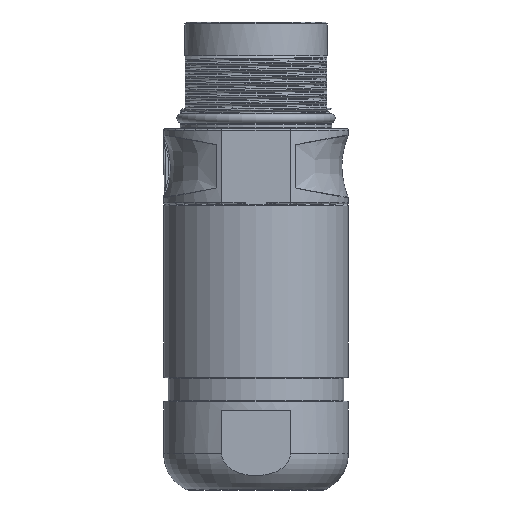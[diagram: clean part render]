
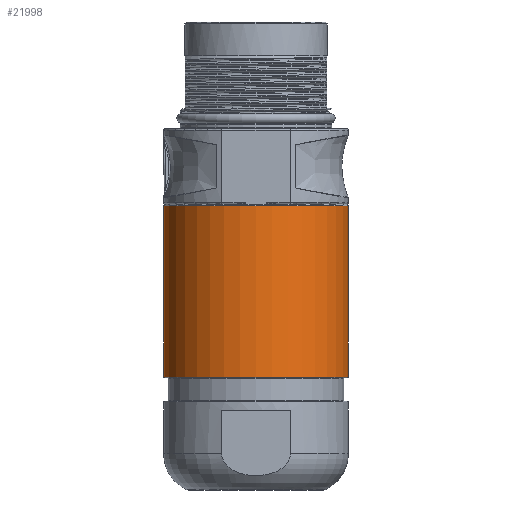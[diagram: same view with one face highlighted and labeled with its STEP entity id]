
A CAD part, left-side view. The second image highlights one B-rep face of the part: STEP entity #21998.
In plain terms, the highlighted cylindrical face has radius 14 mm (diameter 28 mm), a partial arc.
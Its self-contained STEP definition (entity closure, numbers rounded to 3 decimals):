
#7492=CARTESIAN_POINT('',(0.,0.,-11.65));
#7493=DIRECTION('',(0.,0.,1.));
#7494=DIRECTION('',(0.,1.,0.));
#7495=AXIS2_PLACEMENT_3D('',#7492,#7493,#7494);
#8055=CARTESIAN_POINT('',(0.,0.,-37.65));
#8056=DIRECTION('',(0.,0.,-1.));
#8057=DIRECTION('',(0.,-1.,0.));
#8058=AXIS2_PLACEMENT_3D('',#8055,#8056,#8057);
#8060=DIRECTION('',(0.,0.,1.));
#8061=VECTOR('',#8060,26.);
#8062=CARTESIAN_POINT('',(0.,14.,-37.65));
#8063=LINE('',#8062,#8061);
#8064=DIRECTION('',(0.,0.,1.));
#8065=VECTOR('',#8064,26.);
#8066=CARTESIAN_POINT('',(0.,-14.,-37.65));
#8067=LINE('',#8066,#8065);
#10401=CARTESIAN_POINT('',(0.,14.,-11.65));
#10402=CARTESIAN_POINT('',(0.,-14.,-11.65));
#10403=VERTEX_POINT('',#10401);
#10404=VERTEX_POINT('',#10402);
#10429=CARTESIAN_POINT('',(0.,14.,-37.65));
#10430=CARTESIAN_POINT('',(0.,-14.,-37.65));
#10431=VERTEX_POINT('',#10429);
#10432=VERTEX_POINT('',#10430);
#21984=CARTESIAN_POINT('',(0.,0.,-9.285));
#21985=DIRECTION('',(0.,0.,-1.));
#21986=DIRECTION('',(0.,-1.,0.));
#21987=AXIS2_PLACEMENT_3D('',#21984,#21985,#21986);
#21988=CYLINDRICAL_SURFACE('',#21987,14.);
#21990=ORIENTED_EDGE('',*,*,#21989,.T.);
#21992=ORIENTED_EDGE('',*,*,#21991,.T.);
#21993=ORIENTED_EDGE('',*,*,#20969,.T.);
#21995=ORIENTED_EDGE('',*,*,#21994,.F.);
#21996=EDGE_LOOP('',(#21990,#21992,#21993,#21995));
#21997=FACE_OUTER_BOUND('',#21996,.F.);
#7496=CIRCLE('',#7495,14.);
#8059=CIRCLE('',#8058,14.);
#20969=EDGE_CURVE('',#10403,#10404,#7496,.T.);
#21989=EDGE_CURVE('',#10432,#10431,#8059,.T.);
#21991=EDGE_CURVE('',#10431,#10403,#8063,.T.);
#21994=EDGE_CURVE('',#10432,#10404,#8067,.T.);
#21998=ADVANCED_FACE('',(#21997),#21988,.T.);
